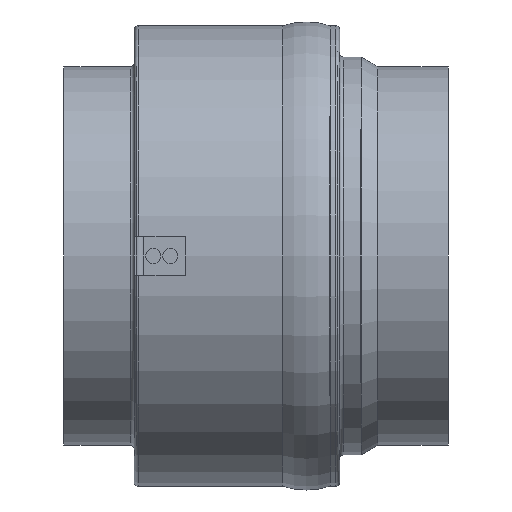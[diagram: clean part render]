
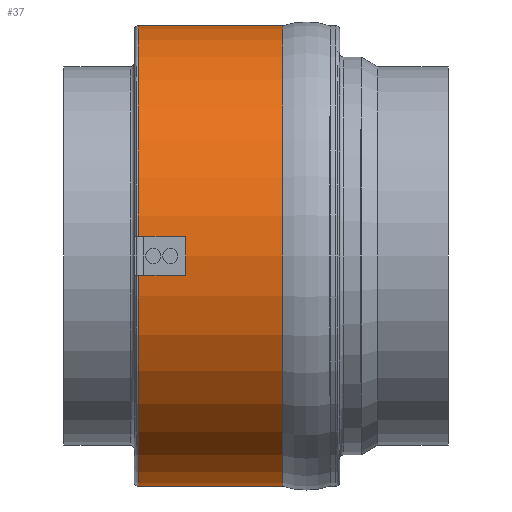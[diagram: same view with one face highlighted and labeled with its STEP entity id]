
A CAD part, left-side view. The second image highlights one B-rep face of the part: STEP entity #37.
In plain terms, the highlighted cylindrical face has radius 121 mm (diameter 242 mm), a partial arc.
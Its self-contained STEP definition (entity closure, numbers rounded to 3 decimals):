
#31 = ORIENTED_EDGE ( 'NONE', *, *, #33, .T. ) ;
#33 = EDGE_CURVE ( 'NONE', #684, #681, #748, .T. ) ;
#34 = ORIENTED_EDGE ( 'NONE', *, *, #149, .T. ) ;
#35 = ORIENTED_EDGE ( 'NONE', *, *, #42, .T. ) ;
#36 = EDGE_LOOP ( 'NONE', ( #41, #35, #34, #31 ) ) ;
#37 = ADVANCED_FACE ( 'NONE', ( #803 ), #802, .T. ) ;
#41 = ORIENTED_EDGE ( 'NONE', *, *, #94, .F. ) ;
#42 = EDGE_CURVE ( 'NONE', #84, #87, #801, .T. ) ;
#84 = VERTEX_POINT ( 'NONE', #870 ) ;
#87 = VERTEX_POINT ( 'NONE', #864 ) ;
#94 = EDGE_CURVE ( 'NONE', #84, #681, #917, .T. ) ;
#149 = EDGE_CURVE ( 'NONE', #87, #684, #1047, .T. ) ;
#681 = VERTEX_POINT ( 'NONE', #1953 ) ;
#684 = VERTEX_POINT ( 'NONE', #1947 ) ;
#743 = AXIS2_PLACEMENT_3D ( 'NONE', #806, #805, #804 ) ;
#748 = CIRCLE ( 'NONE', #743, 121. ) ;
#793 = DIRECTION ( 'NONE',  ( 0., 0., 1. ) ) ;
#794 = DIRECTION ( 'NONE',  ( 0., 1., 0. ) ) ;
#795 = CARTESIAN_POINT ( 'NONE',  ( 0., 87., 0. ) ) ;
#796 = AXIS2_PLACEMENT_3D ( 'NONE', #795, #794, #793 ) ;
#797 = DIRECTION ( 'NONE',  ( 0., 0., 1. ) ) ;
#798 = DIRECTION ( 'NONE',  ( 0., 1., 0. ) ) ;
#799 = CARTESIAN_POINT ( 'NONE',  ( 0., 0., 0. ) ) ;
#800 = AXIS2_PLACEMENT_3D ( 'NONE', #799, #798, #797 ) ;
#801 = CIRCLE ( 'NONE', #796, 121. ) ;
#802 = CYLINDRICAL_SURFACE ( 'NONE', #800, 121. ) ;
#803 = FACE_OUTER_BOUND ( 'NONE', #36, .T. ) ;
#804 = DIRECTION ( 'NONE',  ( 0., 0., 1. ) ) ;
#805 = DIRECTION ( 'NONE',  ( 0., -1., 0. ) ) ;
#806 = CARTESIAN_POINT ( 'NONE',  ( 0., 163., 0. ) ) ;
#864 = CARTESIAN_POINT ( 'NONE',  ( 0., 87., 121. ) ) ;
#870 = CARTESIAN_POINT ( 'NONE',  ( 0., 87., -121. ) ) ;
#914 = DIRECTION ( 'NONE',  ( 0., 1., 0. ) ) ;
#915 = VECTOR ( 'NONE', #914, 1000. ) ;
#916 = CARTESIAN_POINT ( 'NONE',  ( 0., 0., -121. ) ) ;
#917 = LINE ( 'NONE', #916, #915 ) ;
#1044 = DIRECTION ( 'NONE',  ( 0., 1., 0. ) ) ;
#1045 = VECTOR ( 'NONE', #1044, 1000. ) ;
#1046 = CARTESIAN_POINT ( 'NONE',  ( 0., 0., 121. ) ) ;
#1047 = LINE ( 'NONE', #1046, #1045 ) ;
#1947 = CARTESIAN_POINT ( 'NONE',  ( 0., 163., 121. ) ) ;
#1953 = CARTESIAN_POINT ( 'NONE',  ( 0., 163., -121. ) ) ;
